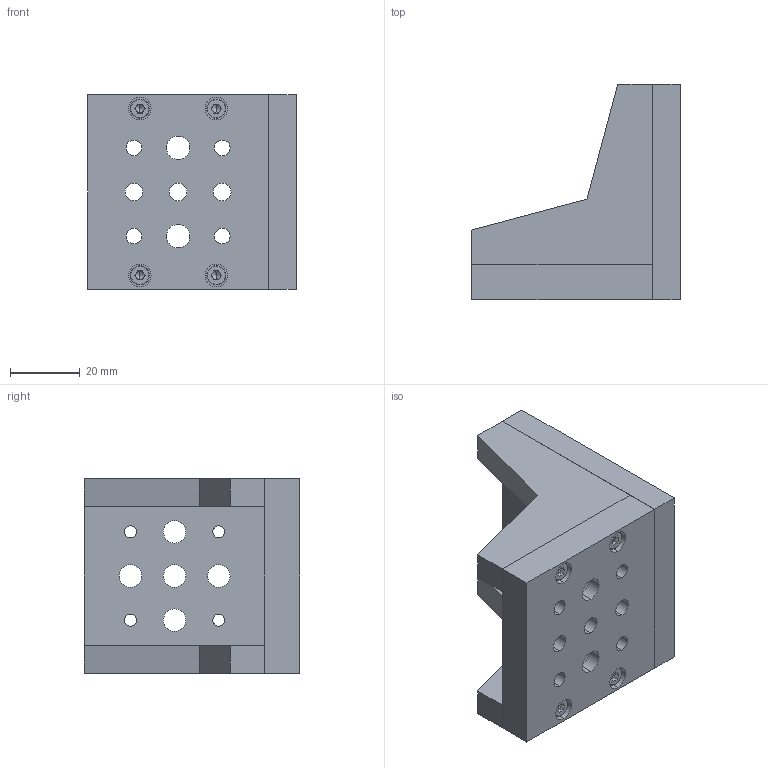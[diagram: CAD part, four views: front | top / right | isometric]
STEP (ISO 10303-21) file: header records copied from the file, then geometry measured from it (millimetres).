
FILE_DESCRIPTION (( 'STEP AP203' ), '1' );
FILE_NAME ('06ABK-1.STEP', '2016-05-05T02:13:55', ( '' ), ( '' ), 'SwSTEP 2.0', 'SolidWorks 2016', '' );
FILE_SCHEMA (( 'CONFIG_CONTROL_DESIGN' ));
Length unit declared in the file: millimetre
Products named in the file (1): 06ABK-1
Bounding box: 60 x 62 x 56 mm (x, y, z)
Volume: 72209.2 mm3; surface area: 31335.4 mm2
Topology: 14 solids, 14 shells, 1462 faces, 3724 edges, 2296 vertices
Faces by surface type: cone 740, cylinder 488, plane 194, torus 40
Entity records: 44547 total; most frequent: DIRECTION 8766, CARTESIAN_POINT 7443, ORIENTED_EDGE 7368, EDGE_CURVE 3684, AXIS2_PLACEMENT_3D 3619, VERTEX_POINT 2296, CIRCLE 2156, EDGE_LOOP 1564
